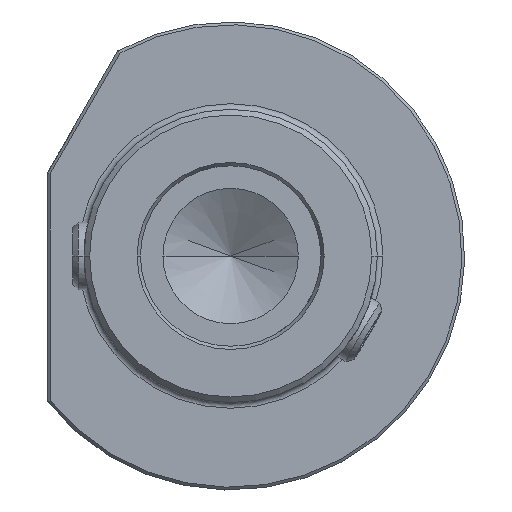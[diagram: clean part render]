
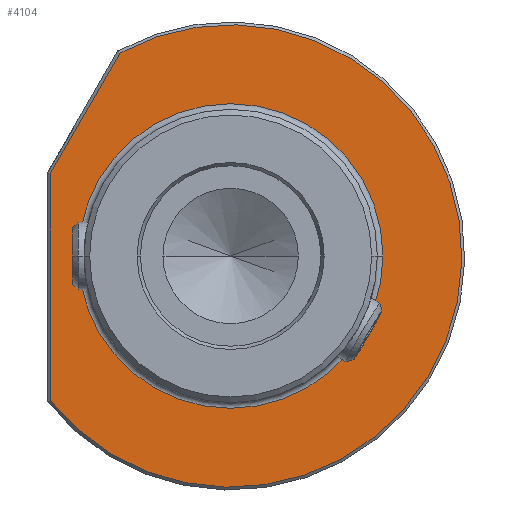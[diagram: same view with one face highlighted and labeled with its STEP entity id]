
A CAD part, left-side view. The second image highlights one B-rep face of the part: STEP entity #4104.
In plain terms, the highlighted planar face has unit normal (-1, 0, 0).
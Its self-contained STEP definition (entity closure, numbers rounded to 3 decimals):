
#496=DIRECTION('',(0.,0.,-1.));
#497=VECTOR('',#496,40.206);
#498=CARTESIAN_POINT('',(-22.,32.,14.574));
#499=LINE('',#498,#497);
#500=DIRECTION('',(0.,0.5,-0.866));
#501=VECTOR('',#500,24.732);
#502=CARTESIAN_POINT('',(-22.,19.634,35.993));
#503=LINE('',#502,#501);
#504=CARTESIAN_POINT('',(-22.,0.,0.));
#505=DIRECTION('',(-1.,0.,0.));
#506=DIRECTION('',(0.,-1.,0.));
#507=AXIS2_PLACEMENT_3D('',#504,#505,#506);
#509=CARTESIAN_POINT('',(-22.,0.,0.));
#510=DIRECTION('',(-1.,0.,0.));
#511=DIRECTION('',(0.,1.,0.));
#512=AXIS2_PLACEMENT_3D('',#509,#510,#511);
#519=CARTESIAN_POINT('',(-22.,0.,0.));
#520=DIRECTION('',(-1.,0.,0.));
#521=DIRECTION('',(0.,0.78,-0.625));
#522=AXIS2_PLACEMENT_3D('',#519,#520,#521);
#3623=CARTESIAN_POINT('',(-22.,32.,-25.632));
#3624=CARTESIAN_POINT('',(-22.,19.634,35.993));
#3625=VERTEX_POINT('',#3623);
#3626=VERTEX_POINT('',#3624);
#3631=CARTESIAN_POINT('',(-22.,32.,14.574));
#3632=VERTEX_POINT('',#3631);
#3639=CARTESIAN_POINT('',(-22.,-27.,0.));
#3640=CARTESIAN_POINT('',(-22.,27.,0.));
#3641=VERTEX_POINT('',#3639);
#3642=VERTEX_POINT('',#3640);
#4086=CARTESIAN_POINT('',(-22.,0.,0.));
#4087=DIRECTION('',(1.,0.,0.));
#4088=DIRECTION('',(0.,-1.,0.));
#4089=AXIS2_PLACEMENT_3D('',#4086,#4087,#4088);
#4090=PLANE('',#4089);
#4092=ORIENTED_EDGE('',*,*,#4091,.F.);
#4094=ORIENTED_EDGE('',*,*,#4093,.F.);
#4096=ORIENTED_EDGE('',*,*,#4095,.F.);
#4097=EDGE_LOOP('',(#4092,#4094,#4096));
#4098=FACE_OUTER_BOUND('',#4097,.F.);
#4099=ORIENTED_EDGE('',*,*,#4069,.T.);
#4101=ORIENTED_EDGE('',*,*,#4100,.T.);
#4102=EDGE_LOOP('',(#4099,#4101));
#4103=FACE_BOUND('',#4102,.F.);
#4104=ADVANCED_FACE('',(#4098,#4103),#4090,.F.);
#508=CIRCLE('',#507,27.);
#513=CIRCLE('',#512,27.);
#523=CIRCLE('',#522,41.);
#4069=EDGE_CURVE('',#3641,#3642,#508,.T.);
#4091=EDGE_CURVE('',#3625,#3626,#523,.T.);
#4093=EDGE_CURVE('',#3632,#3625,#499,.T.);
#4095=EDGE_CURVE('',#3626,#3632,#503,.T.);
#4100=EDGE_CURVE('',#3642,#3641,#513,.T.);
